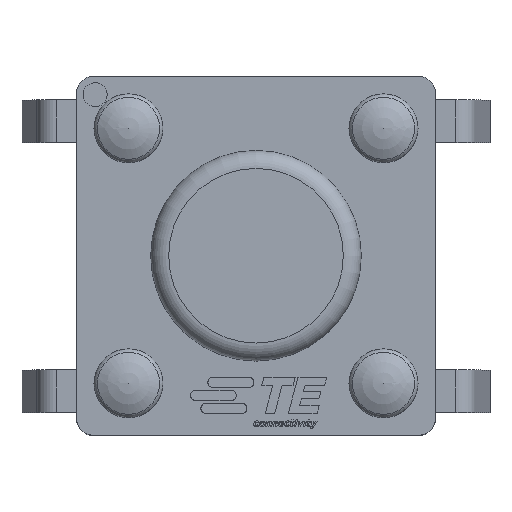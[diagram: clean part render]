
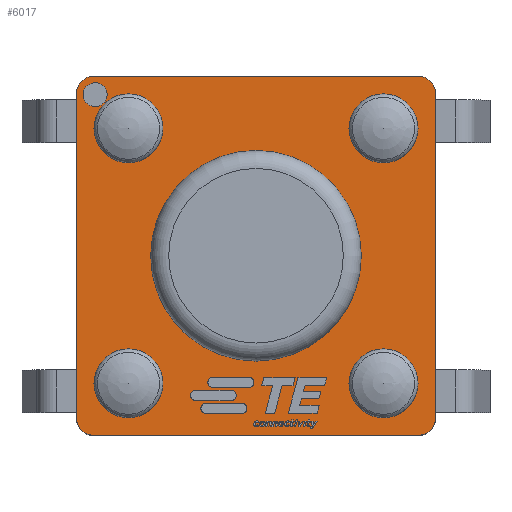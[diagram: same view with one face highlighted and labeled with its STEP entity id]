
A CAD part, top view. The second image highlights one B-rep face of the part: STEP entity #6017.
In plain terms, the highlighted planar face has unit normal (0, 0, 1).
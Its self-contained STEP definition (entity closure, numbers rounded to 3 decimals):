
#427=FACE_BOUND('',#832,.T.);
#428=FACE_BOUND('',#833,.T.);
#429=FACE_BOUND('',#834,.T.);
#430=FACE_BOUND('',#835,.T.);
#431=FACE_BOUND('',#836,.T.);
#473=FACE_OUTER_BOUND('',#831,.T.);
#831=EDGE_LOOP('',(#4166,#4167,#4168,#4169,#4170,#4171,#4172,#4173));
#832=EDGE_LOOP('',(#4174));
#833=EDGE_LOOP('',(#4175,#4176));
#834=EDGE_LOOP('',(#4177));
#835=EDGE_LOOP('',(#4178));
#836=EDGE_LOOP('',(#4179));
#1183=LINE('',#8753,#1799);
#1187=LINE('',#8762,#1803);
#1190=LINE('',#8770,#1806);
#1191=LINE('',#8776,#1807);
#1799=VECTOR('',#7227,5.39);
#1803=VECTOR('',#7237,5.39);
#1806=VECTOR('',#7246,5.39);
#1807=VECTOR('',#7253,5.39);
#2432=CIRCLE('',#6606,1.755);
#2434=CIRCLE('',#6609,0.575);
#2436=CIRCLE('',#6612,0.575);
#2438=CIRCLE('',#6615,0.575);
#2440=CIRCLE('',#6618,0.575);
#2442=CIRCLE('',#6620,0.575);
#2447=CIRCLE('',#6628,0.3);
#2448=CIRCLE('',#6631,0.3);
#2449=CIRCLE('',#6634,0.3);
#2450=CIRCLE('',#6635,0.3);
#2528=VERTEX_POINT('',#8701);
#2530=VERTEX_POINT('',#8707);
#2532=VERTEX_POINT('',#8713);
#2534=VERTEX_POINT('',#8719);
#2536=VERTEX_POINT('',#8725);
#2537=VERTEX_POINT('',#8726);
#2547=VERTEX_POINT('',#8750);
#2548=VERTEX_POINT('',#8752);
#2549=VERTEX_POINT('',#8756);
#2550=VERTEX_POINT('',#8760);
#2551=VERTEX_POINT('',#8764);
#2552=VERTEX_POINT('',#8768);
#2553=VERTEX_POINT('',#8772);
#2554=VERTEX_POINT('',#8774);
#3148=EDGE_CURVE('',#2528,#2528,#2432,.T.);
#3151=EDGE_CURVE('',#2530,#2530,#2434,.T.);
#3154=EDGE_CURVE('',#2532,#2532,#2436,.T.);
#3157=EDGE_CURVE('',#2534,#2534,#2438,.T.);
#3160=EDGE_CURVE('',#2536,#2537,#2440,.T.);
#3163=EDGE_CURVE('',#2537,#2536,#2442,.T.);
#3173=EDGE_CURVE('',#2547,#2548,#1183,.T.);
#3176=EDGE_CURVE('',#2547,#2549,#2447,.T.);
#3178=EDGE_CURVE('',#2550,#2549,#1187,.T.);
#3180=EDGE_CURVE('',#2550,#2551,#2448,.T.);
#3182=EDGE_CURVE('',#2552,#2551,#1190,.T.);
#3183=EDGE_CURVE('',#2553,#2548,#2449,.T.);
#3184=EDGE_CURVE('',#2552,#2554,#2450,.T.);
#3185=EDGE_CURVE('',#2553,#2554,#1191,.T.);
#4166=ORIENTED_EDGE('',*,*,#3183,.T.);
#4167=ORIENTED_EDGE('',*,*,#3173,.F.);
#4168=ORIENTED_EDGE('',*,*,#3176,.T.);
#4169=ORIENTED_EDGE('',*,*,#3178,.F.);
#4170=ORIENTED_EDGE('',*,*,#3180,.T.);
#4171=ORIENTED_EDGE('',*,*,#3182,.F.);
#4172=ORIENTED_EDGE('',*,*,#3184,.T.);
#4173=ORIENTED_EDGE('',*,*,#3185,.F.);
#4174=ORIENTED_EDGE('',*,*,#3148,.T.);
#4175=ORIENTED_EDGE('',*,*,#3160,.F.);
#4176=ORIENTED_EDGE('',*,*,#3163,.F.);
#4177=ORIENTED_EDGE('',*,*,#3157,.T.);
#4178=ORIENTED_EDGE('',*,*,#3154,.F.);
#4179=ORIENTED_EDGE('',*,*,#3151,.T.);
#5776=PLANE('',#6633);
#6017=ADVANCED_FACE('',(#473,#427,#428,#429,#430,#431),#5776,.F.);
#6606=AXIS2_PLACEMENT_3D('',#8702,#7175,#7176);
#6609=AXIS2_PLACEMENT_3D('',#8708,#7182,#7183);
#6612=AXIS2_PLACEMENT_3D('',#8714,#7189,#7190);
#6615=AXIS2_PLACEMENT_3D('',#8720,#7196,#7197);
#6618=AXIS2_PLACEMENT_3D('',#8727,#7203,#7204);
#6620=AXIS2_PLACEMENT_3D('',#8731,#7208,#7209);
#6628=AXIS2_PLACEMENT_3D('',#8758,#7232,#7233);
#6631=AXIS2_PLACEMENT_3D('',#8766,#7241,#7242);
#6633=AXIS2_PLACEMENT_3D('',#8771,#7247,#7248);
#6634=AXIS2_PLACEMENT_3D('',#8773,#7249,#7250);
#6635=AXIS2_PLACEMENT_3D('',#8775,#7251,#7252);
#7175=DIRECTION('center_axis',(0.,0.,-1.));
#7176=DIRECTION('ref_axis',(-1.,0.,0.));
#7182=DIRECTION('center_axis',(0.,0.,-1.));
#7183=DIRECTION('ref_axis',(1.,0.,0.));
#7189=DIRECTION('center_axis',(0.,0.,1.));
#7190=DIRECTION('ref_axis',(-1.,0.,0.));
#7196=DIRECTION('center_axis',(0.,0.,-1.));
#7197=DIRECTION('ref_axis',(-1.,0.,0.));
#7203=DIRECTION('center_axis',(0.,0.,1.));
#7204=DIRECTION('ref_axis',(1.,0.,0.));
#7208=DIRECTION('center_axis',(0.,0.,1.));
#7209=DIRECTION('ref_axis',(1.,0.,0.));
#7227=DIRECTION('',(-1.,0.,0.));
#7232=DIRECTION('center_axis',(0.,0.,1.));
#7233=DIRECTION('ref_axis',(0.,-1.,0.));
#7237=DIRECTION('',(0.,-1.,0.));
#7241=DIRECTION('center_axis',(0.,0.,1.));
#7242=DIRECTION('ref_axis',(1.,0.,0.));
#7246=DIRECTION('',(1.,0.,0.));
#7247=DIRECTION('center_axis',(0.,0.,-1.));
#7248=DIRECTION('ref_axis',(0.,-1.,0.));
#7249=DIRECTION('center_axis',(0.,0.,1.));
#7250=DIRECTION('ref_axis',(-1.,0.,0.));
#7251=DIRECTION('center_axis',(0.,0.,1.));
#7252=DIRECTION('ref_axis',(0.,1.,0.));
#7253=DIRECTION('',(0.,1.,0.));
#8701=CARTESIAN_POINT('',(1.755,0.,-0.7));
#8702=CARTESIAN_POINT('Origin',(0.,0.,-0.7));
#8707=CARTESIAN_POINT('',(2.7,-2.125,-0.7));
#8708=CARTESIAN_POINT('Origin',(2.125,-2.125,-0.7));
#8713=CARTESIAN_POINT('',(-1.55,-2.125,-0.7));
#8714=CARTESIAN_POINT('Origin',(-2.125,-2.125,-0.7));
#8719=CARTESIAN_POINT('',(-1.55,2.125,-0.7));
#8720=CARTESIAN_POINT('Origin',(-2.125,2.125,-0.7));
#8725=CARTESIAN_POINT('',(1.55,2.125,-0.7));
#8726=CARTESIAN_POINT('',(2.7,2.125,-0.7));
#8727=CARTESIAN_POINT('Origin',(2.125,2.125,-0.7));
#8731=CARTESIAN_POINT('Origin',(2.125,2.125,-0.7));
#8750=CARTESIAN_POINT('',(2.695,-2.995,-0.7));
#8752=CARTESIAN_POINT('',(-2.695,-2.995,-0.7));
#8753=CARTESIAN_POINT('',(2.695,-2.995,-0.7));
#8756=CARTESIAN_POINT('',(2.995,-2.695,-0.7));
#8758=CARTESIAN_POINT('Origin',(2.695,-2.695,-0.7));
#8760=CARTESIAN_POINT('',(2.995,2.695,-0.7));
#8762=CARTESIAN_POINT('',(2.995,2.695,-0.7));
#8764=CARTESIAN_POINT('',(2.695,2.995,-0.7));
#8766=CARTESIAN_POINT('Origin',(2.695,2.695,-0.7));
#8768=CARTESIAN_POINT('',(-2.695,2.995,-0.7));
#8770=CARTESIAN_POINT('',(-2.695,2.995,-0.7));
#8771=CARTESIAN_POINT('Origin',(0.,0.,-0.7));
#8772=CARTESIAN_POINT('',(-2.995,-2.695,-0.7));
#8773=CARTESIAN_POINT('Origin',(-2.695,-2.695,-0.7));
#8774=CARTESIAN_POINT('',(-2.995,2.695,-0.7));
#8775=CARTESIAN_POINT('Origin',(-2.695,2.695,-0.7));
#8776=CARTESIAN_POINT('',(-2.995,-2.695,-0.7));
